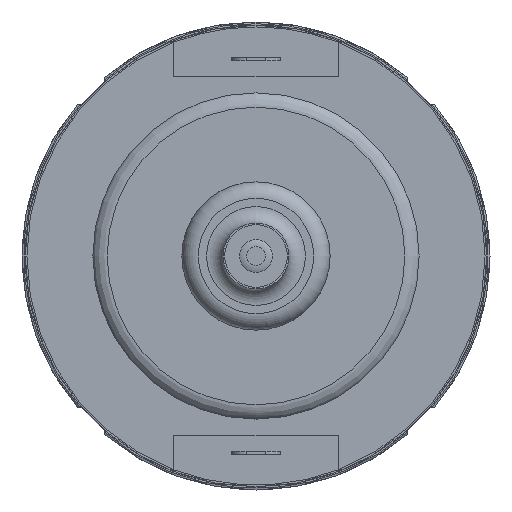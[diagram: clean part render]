
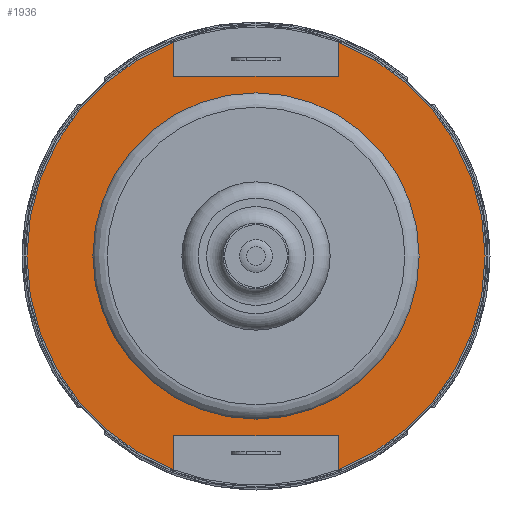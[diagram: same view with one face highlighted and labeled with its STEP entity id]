
A CAD part, front view. The second image highlights one B-rep face of the part: STEP entity #1936.
In plain terms, the highlighted planar face has unit normal (0, -1, 0).
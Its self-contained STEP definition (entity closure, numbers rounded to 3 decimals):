
#1795=CARTESIAN_POINT('',(5.,0.5,-12.97));
#1796=VERTEX_POINT('',#1795);
#1812=CARTESIAN_POINT('',(5.,0.5,12.97));
#1813=VERTEX_POINT('',#1812);
#1820=CARTESIAN_POINT('',(0.,0.5,0.));
#1821=DIRECTION('',(0.,-1.,0.));
#1822=DIRECTION('',(0.,0.,-1.));
#1823=AXIS2_PLACEMENT_3D('',#1820,#1821,#1822);
#1824=CIRCLE('',#1823,13.9);
#1825=EDGE_CURVE('',#1796,#1813,#1824,.T.);
#1837=CARTESIAN_POINT('',(-5.,0.5,-12.97));
#1838=VERTEX_POINT('',#1837);
#1845=CARTESIAN_POINT('',(-5.,0.5,12.97));
#1846=VERTEX_POINT('',#1845);
#1847=CARTESIAN_POINT('',(0.,0.5,0.));
#1848=DIRECTION('',(0.,-1.,0.));
#1849=DIRECTION('',(0.,0.,-1.));
#1850=AXIS2_PLACEMENT_3D('',#1847,#1848,#1849);
#1851=CIRCLE('',#1850,13.9);
#1852=EDGE_CURVE('',#1846,#1838,#1851,.T.);
#1872=CARTESIAN_POINT('',(0.,0.5,0.));
#1873=DIRECTION('',(0.,-1.,0.));
#1874=DIRECTION('',(0.,0.,-1.));
#1875=AXIS2_PLACEMENT_3D('',#1872,#1873,#1874);
#1876=PLANE('',#1875);
#1877=CARTESIAN_POINT('',(-0.,0.5,-9.9));
#1878=VERTEX_POINT('',#1877);
#1879=CARTESIAN_POINT('',(0.,0.5,0.));
#1880=DIRECTION('',(0.,-1.,0.));
#1881=DIRECTION('',(0.,0.,-1.));
#1882=AXIS2_PLACEMENT_3D('',#1879,#1880,#1881);
#1883=CIRCLE('',#1882,9.9);
#1884=EDGE_CURVE('',#1878,#1878,#1883,.T.);
#1885=ORIENTED_EDGE('',*,*,#1884,.F.);
#1886=EDGE_LOOP('',(#1885));
#1887=FACE_BOUND('',#1886,.T.);
#1888=CARTESIAN_POINT('',(5.,0.5,-10.9));
#1889=VERTEX_POINT('',#1888);
#1890=CARTESIAN_POINT('',(-5.,0.5,-10.9));
#1891=VERTEX_POINT('',#1890);
#1892=CARTESIAN_POINT('',(5.,0.5,-10.9));
#1893=DIRECTION('',(-1.,0.,0.));
#1894=VECTOR('',#1893,10.);
#1895=LINE('',#1892,#1894);
#1896=EDGE_CURVE('',#1889,#1891,#1895,.T.);
#1897=ORIENTED_EDGE('',*,*,#1896,.F.);
#1898=CARTESIAN_POINT('',(5.,0.5,-12.97));
#1899=DIRECTION('',(0.,0.,1.));
#1900=VECTOR('',#1899,2.07);
#1901=LINE('',#1898,#1900);
#1902=EDGE_CURVE('',#1796,#1889,#1901,.T.);
#1903=ORIENTED_EDGE('',*,*,#1902,.F.);
#1904=ORIENTED_EDGE('',*,*,#1825,.T.);
#1905=CARTESIAN_POINT('',(5.,0.5,10.9));
#1906=VERTEX_POINT('',#1905);
#1907=CARTESIAN_POINT('',(5.,0.5,10.9));
#1908=DIRECTION('',(0.,0.,1.));
#1909=VECTOR('',#1908,2.07);
#1910=LINE('',#1907,#1909);
#1911=EDGE_CURVE('',#1906,#1813,#1910,.T.);
#1912=ORIENTED_EDGE('',*,*,#1911,.F.);
#1913=CARTESIAN_POINT('',(-5.,0.5,10.9));
#1914=VERTEX_POINT('',#1913);
#1915=CARTESIAN_POINT('',(-5.,0.5,10.9));
#1916=DIRECTION('',(1.,0.,-0.));
#1917=VECTOR('',#1916,10.);
#1918=LINE('',#1915,#1917);
#1919=EDGE_CURVE('',#1914,#1906,#1918,.T.);
#1920=ORIENTED_EDGE('',*,*,#1919,.F.);
#1921=CARTESIAN_POINT('',(-5.,0.5,12.97));
#1922=DIRECTION('',(0.,0.,-1.));
#1923=VECTOR('',#1922,2.07);
#1924=LINE('',#1921,#1923);
#1925=EDGE_CURVE('',#1846,#1914,#1924,.T.);
#1926=ORIENTED_EDGE('',*,*,#1925,.F.);
#1927=ORIENTED_EDGE('',*,*,#1852,.T.);
#1928=CARTESIAN_POINT('',(-5.,0.5,-10.9));
#1929=DIRECTION('',(0.,0.,-1.));
#1930=VECTOR('',#1929,2.07);
#1931=LINE('',#1928,#1930);
#1932=EDGE_CURVE('',#1891,#1838,#1931,.T.);
#1933=ORIENTED_EDGE('',*,*,#1932,.F.);
#1934=EDGE_LOOP('',(#1897,#1903,#1904,#1912,#1920,#1926,#1927,#1933));
#1935=FACE_BOUND('',#1934,.T.);
#1936=ADVANCED_FACE('',(#1887,#1935),#1876,.T.);
